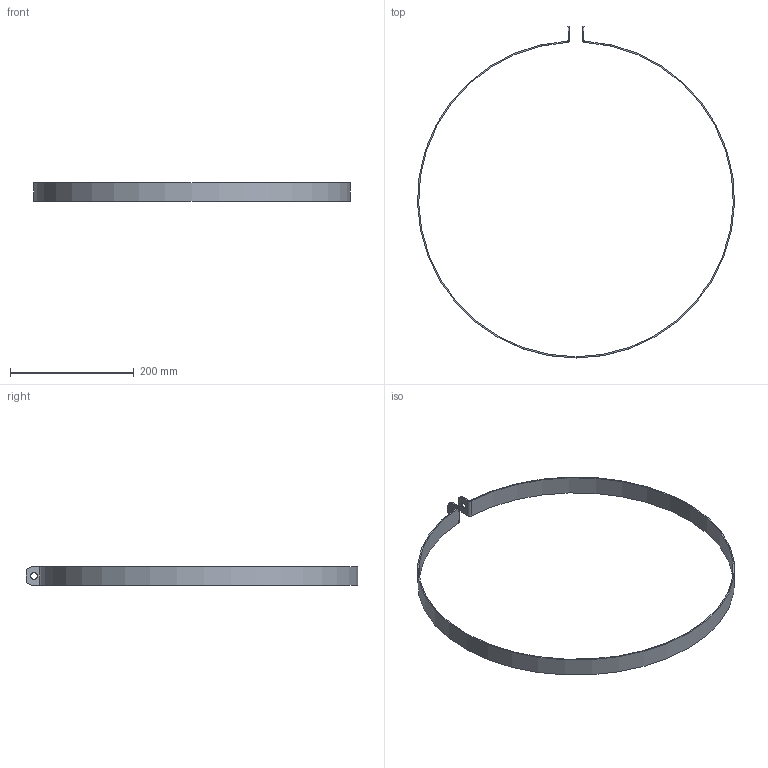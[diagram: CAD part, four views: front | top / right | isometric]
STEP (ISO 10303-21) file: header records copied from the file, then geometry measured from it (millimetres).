
FILE_DESCRIPTION(/* description */ ('Svep'),/* implementation_level */ '2;1');
FILE_NAME(/* name */ 'VG10010.stp',/* time_stamp */ '2017-01-25T07:03:34-08:00',/* author */ ('CAD'),/* organization */ (''),/* preprocessor_version */ 'ST-DEVELOPER v16.5',/* originating_system */ 'Autodesk Inventor 2017',/* authorisation */ '');
FILE_SCHEMA (('AUTOMOTIVE_DESIGN { 1 0 10303 214 3 1 1 }'));
Length unit declared in the file: millimetre
Products named in the file (1): HMS-500
Bounding box: 512.81 x 537.1 x 30 mm (x, y, z)
Volume: 97364.9 mm3; surface area: 104108 mm2
Topology: 1 solids, 1 shells, 28 faces, 62 edges, 36 vertices
Faces by surface type: plane 16, cylinder 12
Full cylindrical faces by diameter (mm): 10.5 x2
Entity records: 818 total; most frequent: DIRECTION 142, CARTESIAN_POINT 125, ORIENTED_EDGE 120, EDGE_CURVE 60, AXIS2_PLACEMENT_3D 53, LINE 36, VECTOR 36, VERTEX_POINT 36
